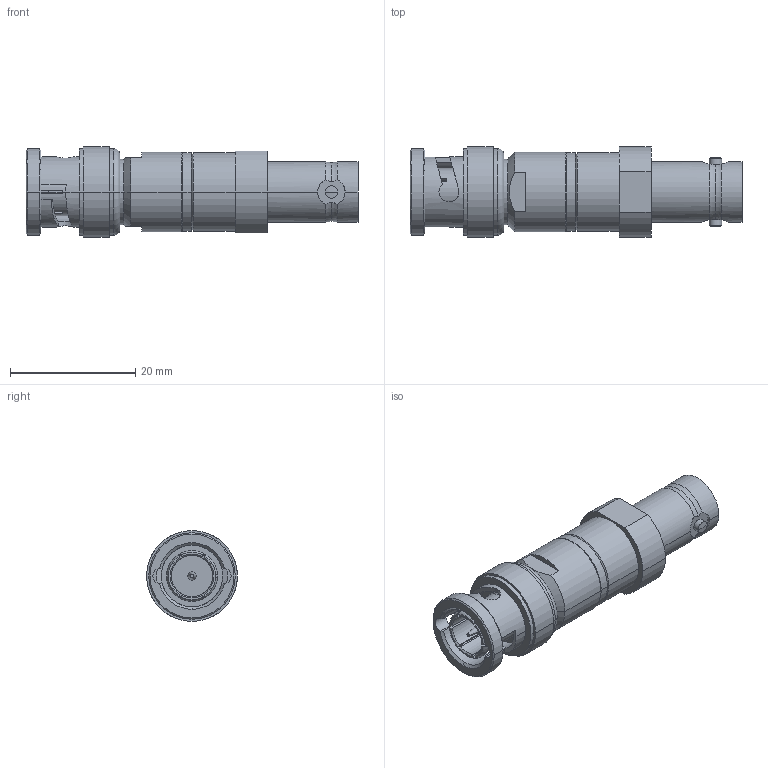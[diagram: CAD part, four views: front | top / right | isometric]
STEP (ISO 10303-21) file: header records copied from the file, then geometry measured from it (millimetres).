
FILE_DESCRIPTION (( 'STEP AP214' ), '1' );
FILE_NAME ('SD8261_3D.STEP', '2022-01-26T17:24:54', ( '' ), ( '' ), 'SwSTEP 2.0', 'SolidWorks 2021', '' );
FILE_SCHEMA (( 'AUTOMOTIVE_DESIGN' ));
Length unit declared in the file: inch
Products named in the file (4): SD8261_3D; DCS-BM-75^SD8261; FAT-B-11^SD8261; DCS-BF-75^SD8261
Assembly tree (3 placements, depth 2):
  SD8261_3D
    DCS-BM-75^SD8261
    FAT-B-11^SD8261
    DCS-BF-75^SD8261
Bounding box: 53 x 14.5 x 14.5 mm (x, y, z)
Volume: 6365.4 mm3; surface area: 4341.3 mm2
Topology: 3 solids, 3 shells, 224 faces, 544 edges, 338 vertices
Faces by surface type: plane 84, cylinder 68, cone 54, torus 14, sphere 4
Entity records: 7733 total; most frequent: CARTESIAN_POINT 2281, DIRECTION 1158, ORIENTED_EDGE 1088, EDGE_CURVE 544, AXIS2_PLACEMENT_3D 472, VERTEX_POINT 338, CIRCLE 242, EDGE_LOOP 240
